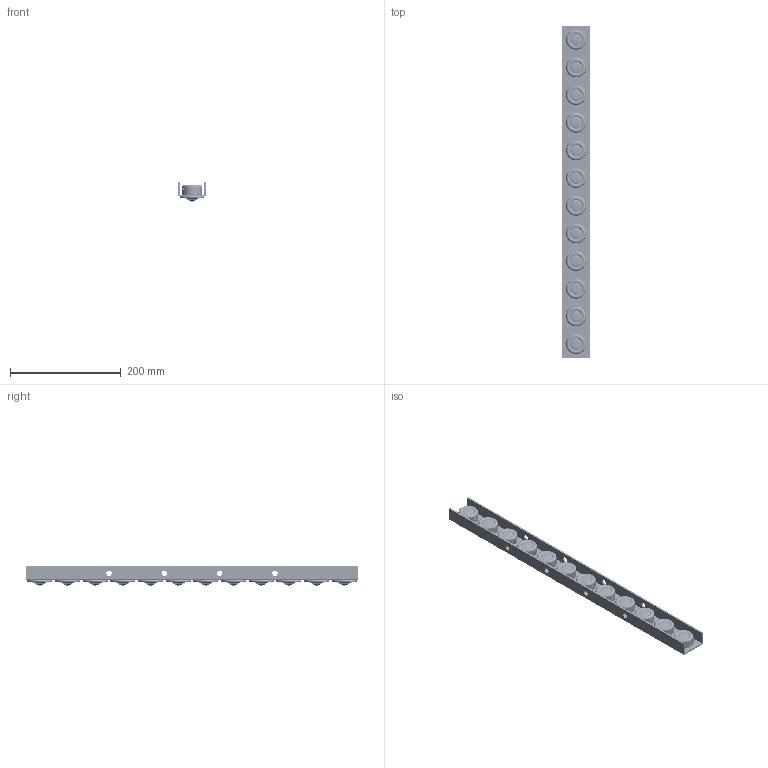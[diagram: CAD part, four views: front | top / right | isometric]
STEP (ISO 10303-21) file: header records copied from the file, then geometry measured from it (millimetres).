
FILE_DESCRIPTION((''),'2;1');
FILE_NAME('R22-600_ASM','2019-02-14T',('Adam Harley'),(''),'PRO/ENGINEER BY PARAMETRIC TECHNOLOGY CORPORATION, 2013320','PRO/ENGINEER BY PARAMETRIC TECHNOLOGY CORPORATION, 2013320','');
FILE_SCHEMA(('CONFIG_CONTROL_DESIGN'));
Products named in the file (4): L22_RAIL_600_MANUFACTURING_R1; LC22-Z; 22BALL; R22-600_ASM
Assembly tree (25 placements, depth 2):
  R22-600_ASM
    L22_RAIL_600_MANUFACTURING_R1
    LC22-Z  x12
    22BALL  x12
Bounding box: 50 x 600 x 34.8 mm (x, y, z)
Volume: 443087.2 mm3; surface area: 208874.5 mm2
Topology: 25 solids, 25 shells, 28156 faces, 80442 edges, 53332 vertices
Faces by surface type: plane 27562, cylinder 234, torus 168, bspline 96, cone 48, sphere 48
Entity records: 78200 total; most frequent: CARTESIAN_POINT 17006, ORIENTED_EDGE 13666, DIRECTION 11067, EDGE_CURVE 6833, VECTOR 5423, LINE 5423, VERTEX_POINT 4536, AXIS2_PLACEMENT_3D 2822
